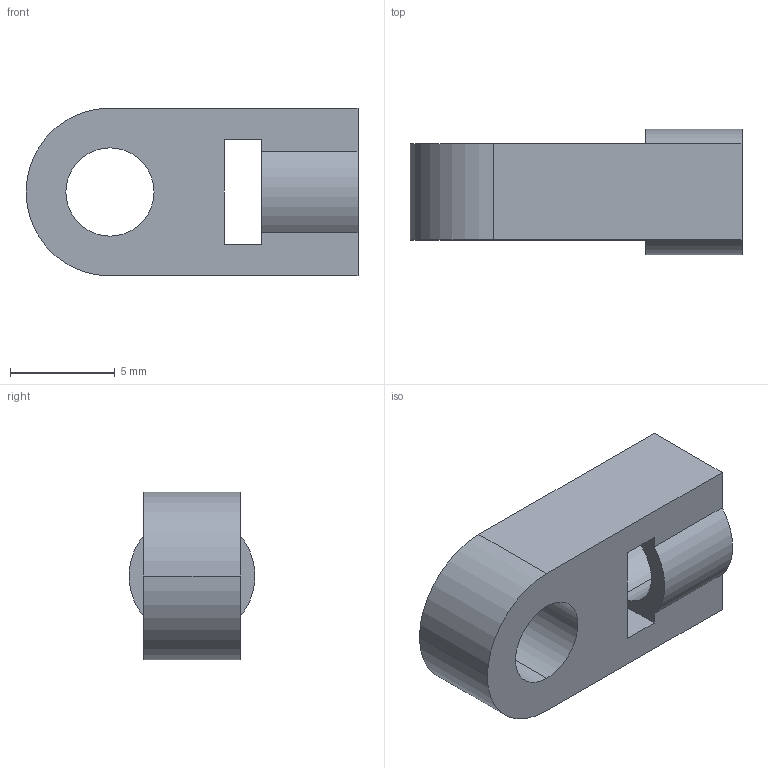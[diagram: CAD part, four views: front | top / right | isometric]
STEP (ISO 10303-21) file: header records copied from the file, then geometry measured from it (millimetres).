
FILE_DESCRIPTION (( 'STEP AP214' ), '1' );
FILE_NAME ('228-2500-172.STEP', '2014-03-06T18:53:54', ( '' ), ( '' ), 'SwSTEP 2.0', 'SolidWorks 2013', '' );
FILE_SCHEMA (( 'AUTOMOTIVE_DESIGN' ));
Length unit declared in the file: millimetre
Products named in the file (1): 228-2500-172
Bounding box: 15.81 x 5.98 x 8 mm (x, y, z)
Volume: 396.4 mm3; surface area: 561.4 mm2
Topology: 1 solids, 1 shells, 17 faces, 51 edges, 34 vertices
Faces by surface type: plane 9, cylinder 8
Entity records: 627 total; most frequent: DIRECTION 103, CARTESIAN_POINT 103, ORIENTED_EDGE 102, EDGE_CURVE 51, VECTOR 35, LINE 35, VERTEX_POINT 34, AXIS2_PLACEMENT_3D 34
